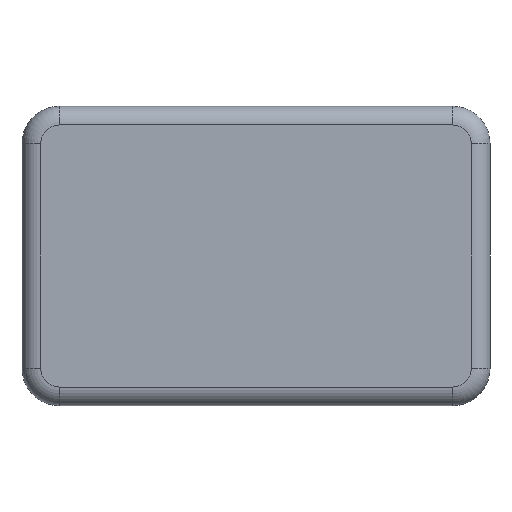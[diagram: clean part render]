
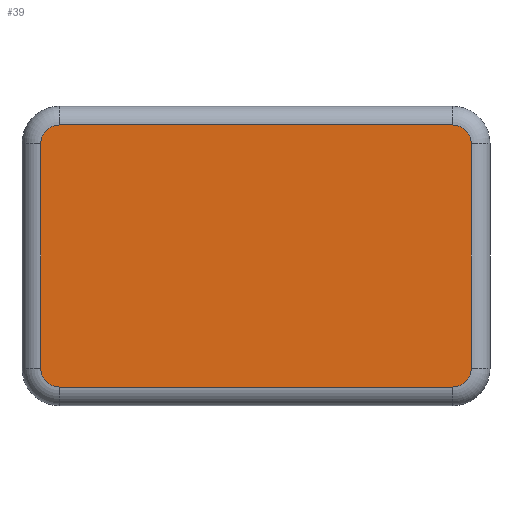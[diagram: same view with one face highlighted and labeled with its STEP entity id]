
A CAD part, front view. The second image highlights one B-rep face of the part: STEP entity #39.
In plain terms, the highlighted planar face has unit normal (0, -1, 0).
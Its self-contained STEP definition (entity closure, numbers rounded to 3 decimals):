
#38 = CARTESIAN_POINT ( 'NONE',  ( -13.335, 0., 8.89 ) ) ;
#39 = ADVANCED_FACE ( 'NONE', ( #532 ), #778, .T. ) ;
#46 = VERTEX_POINT ( 'NONE', #478 ) ;
#57 = VECTOR ( 'NONE', #798, 1000. ) ;
#63 = EDGE_CURVE ( 'NONE', #382, #370, #300, .T. ) ;
#68 = VERTEX_POINT ( 'NONE', #492 ) ;
#78 = AXIS2_PLACEMENT_3D ( 'NONE', #504, #802, #310 ) ;
#79 = AXIS2_PLACEMENT_3D ( 'NONE', #289, #421, #417 ) ;
#107 = DIRECTION ( 'NONE',  ( 1., 0., 0. ) ) ;
#113 = VERTEX_POINT ( 'NONE', #754 ) ;
#124 = ORIENTED_EDGE ( 'NONE', *, *, #63, .T. ) ;
#134 = CARTESIAN_POINT ( 'NONE',  ( -13.335, 0., 8.89 ) ) ;
#151 = EDGE_CURVE ( 'NONE', #113, #382, #751, .T. ) ;
#155 = CARTESIAN_POINT ( 'NONE',  ( 0., 0., 0. ) ) ;
#158 = CARTESIAN_POINT ( 'NONE',  ( -13.335, 0., 7.62 ) ) ;
#163 = CARTESIAN_POINT ( 'NONE',  ( 13.335, 0., -7.62 ) ) ;
#174 = VECTOR ( 'NONE', #718, 1000. ) ;
#215 = DIRECTION ( 'NONE',  ( 0., 0., -1. ) ) ;
#241 = CARTESIAN_POINT ( 'NONE',  ( 14.605, 0., 7.62 ) ) ;
#248 = VERTEX_POINT ( 'NONE', #525 ) ;
#253 = ORIENTED_EDGE ( 'NONE', *, *, #729, .T. ) ;
#260 = CIRCLE ( 'NONE', #443, 1.27 ) ;
#289 = CARTESIAN_POINT ( 'NONE',  ( 13.335, 0., 7.62 ) ) ;
#294 = CARTESIAN_POINT ( 'NONE',  ( 13.335, 0., 8.89 ) ) ;
#300 = CIRCLE ( 'NONE', #79, 1.27 ) ;
#306 = ORIENTED_EDGE ( 'NONE', *, *, #423, .T. ) ;
#310 = DIRECTION ( 'NONE',  ( 0., 0., -1. ) ) ;
#340 = AXIS2_PLACEMENT_3D ( 'NONE', #158, #677, #426 ) ;
#341 = EDGE_CURVE ( 'NONE', #68, #248, #814, .T. ) ;
#343 = LINE ( 'NONE', #667, #174 ) ;
#348 = DIRECTION ( 'NONE',  ( 0., -1., 0. ) ) ;
#357 = DIRECTION ( 'NONE',  ( 0., 0., -1. ) ) ;
#370 = VERTEX_POINT ( 'NONE', #294 ) ;
#382 = VERTEX_POINT ( 'NONE', #792 ) ;
#390 = CIRCLE ( 'NONE', #78, 1.27 ) ;
#417 = DIRECTION ( 'NONE',  ( 0., 0., -1. ) ) ;
#421 = DIRECTION ( 'NONE',  ( 0., -1., 0. ) ) ;
#423 = EDGE_CURVE ( 'NONE', #572, #46, #343, .T. ) ;
#426 = DIRECTION ( 'NONE',  ( 0., 0., -1. ) ) ;
#430 = CIRCLE ( 'NONE', #340, 1.27 ) ;
#436 = EDGE_CURVE ( 'NONE', #248, #113, #260, .T. ) ;
#443 = AXIS2_PLACEMENT_3D ( 'NONE', #163, #592, #357 ) ;
#445 = CARTESIAN_POINT ( 'NONE',  ( -14.605, 0., 7.62 ) ) ;
#478 = CARTESIAN_POINT ( 'NONE',  ( -14.605, 0., -7.62 ) ) ;
#492 = CARTESIAN_POINT ( 'NONE',  ( -13.335, 0., -8.89 ) ) ;
#504 = CARTESIAN_POINT ( 'NONE',  ( -13.335, 0., -7.62 ) ) ;
#511 = EDGE_LOOP ( 'NONE', ( #520, #616, #705, #124, #735, #253, #306, #711 ) ) ;
#520 = ORIENTED_EDGE ( 'NONE', *, *, #341, .T. ) ;
#525 = CARTESIAN_POINT ( 'NONE',  ( 13.335, 0., -8.89 ) ) ;
#532 = FACE_OUTER_BOUND ( 'NONE', #511, .T. ) ;
#549 = EDGE_CURVE ( 'NONE', #370, #809, #591, .T. ) ;
#572 = VERTEX_POINT ( 'NONE', #445 ) ;
#574 = EDGE_CURVE ( 'NONE', #46, #68, #390, .T. ) ;
#591 = LINE ( 'NONE', #38, #57 ) ;
#592 = DIRECTION ( 'NONE',  ( 0., -1., 0. ) ) ;
#601 = AXIS2_PLACEMENT_3D ( 'NONE', #155, #348, #215 ) ;
#616 = ORIENTED_EDGE ( 'NONE', *, *, #436, .T. ) ;
#667 = CARTESIAN_POINT ( 'NONE',  ( -14.605, 0., -7.62 ) ) ;
#677 = DIRECTION ( 'NONE',  ( 0., -1., 0. ) ) ;
#680 = CARTESIAN_POINT ( 'NONE',  ( 13.335, 0., -8.89 ) ) ;
#705 = ORIENTED_EDGE ( 'NONE', *, *, #151, .T. ) ;
#711 = ORIENTED_EDGE ( 'NONE', *, *, #574, .T. ) ;
#716 = VECTOR ( 'NONE', #737, 1000. ) ;
#718 = DIRECTION ( 'NONE',  ( 0., 0., -1. ) ) ;
#729 = EDGE_CURVE ( 'NONE', #809, #572, #430, .T. ) ;
#735 = ORIENTED_EDGE ( 'NONE', *, *, #549, .T. ) ;
#737 = DIRECTION ( 'NONE',  ( 0., 0., 1. ) ) ;
#751 = LINE ( 'NONE', #241, #716 ) ;
#754 = CARTESIAN_POINT ( 'NONE',  ( 14.605, 0., -7.62 ) ) ;
#778 = PLANE ( 'NONE',  #601 ) ;
#780 = VECTOR ( 'NONE', #107, 1000. ) ;
#792 = CARTESIAN_POINT ( 'NONE',  ( 14.605, 0., 7.62 ) ) ;
#798 = DIRECTION ( 'NONE',  ( -1., 0., 0. ) ) ;
#802 = DIRECTION ( 'NONE',  ( 0., -1., 0. ) ) ;
#809 = VERTEX_POINT ( 'NONE', #134 ) ;
#814 = LINE ( 'NONE', #680, #780 ) ;
